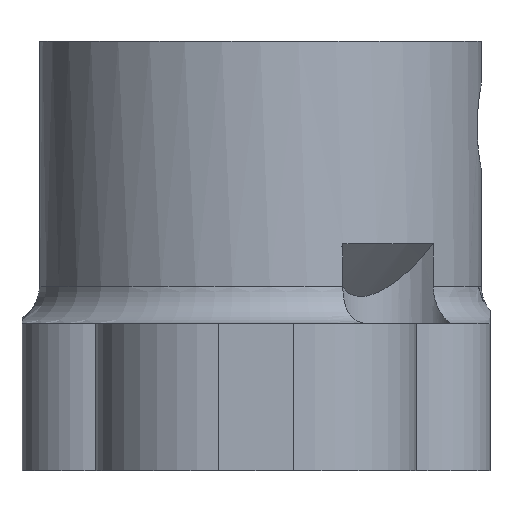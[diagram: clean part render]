
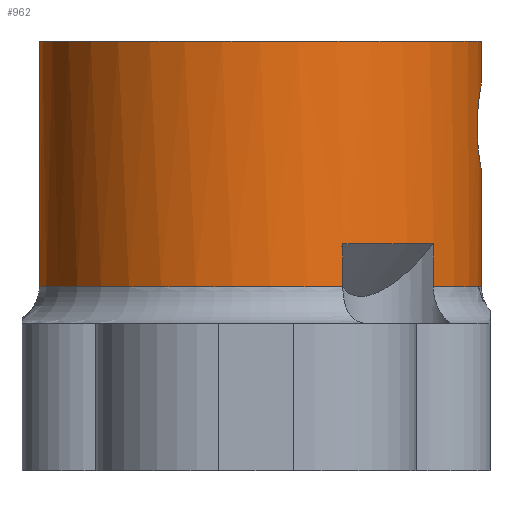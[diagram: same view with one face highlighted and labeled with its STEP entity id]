
A CAD part, front view. The second image highlights one B-rep face of the part: STEP entity #962.
In plain terms, the highlighted cylindrical face has radius 9 mm (diameter 18 mm), a full revolution.
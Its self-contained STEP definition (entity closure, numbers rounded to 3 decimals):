
#38=CYLINDRICAL_SURFACE('',#1060,9.);
#52=B_SPLINE_CURVE_WITH_KNOTS('',3,(#1951,#1952,#1953,#1954,#1955,#1956,
#1957,#1958,#1959,#1960,#1961,#1962,#1963,#1964),.UNSPECIFIED.,.F.,.F.,
(4,2,2,2,2,2,4),(0.477,0.505,0.582,
0.65,0.723,0.764,0.786),
 .UNSPECIFIED.);
#53=B_SPLINE_CURVE_WITH_KNOTS('',3,(#1966,#1967,#1968,#1969,#1970,#1971,
#1972,#1973,#1974,#1975,#1976,#1977,#1978,#1979,#1980,#1981,#1982,#1983,
#1984,#1985,#1986,#1987,#1988,#1989,#1990,#1991,#1992),.UNSPECIFIED.,.F.,
 .F.,(4,2,2,2,2,2,2,2,2,3,2,2,4),(0.786,0.824,0.875,
0.918,0.955,0.974,0.996,
1.048,1.079,1.112,1.147,1.209,
1.213),.UNSPECIFIED.);
#54=B_SPLINE_CURVE_WITH_KNOTS('',3,(#1993,#1994,#1995,#1996,#1997,#1998,
#1999,#2000,#2001,#2002,#2003,#2004),.UNSPECIFIED.,.F.,.F.,(4,2,2,2,2,4),
(1.213,1.277,1.377,1.468,1.57,
1.588),.UNSPECIFIED.);
#76=CIRCLE('',#1007,9.);
#99=CIRCLE('',#1061,9.);
#100=CIRCLE('',#1062,9.);
#101=CIRCLE('',#1063,9.);
#102=CIRCLE('',#1064,9.);
#103=CIRCLE('',#1065,9.);
#149=FACE_OUTER_BOUND('',#207,.T.);
#207=EDGE_LOOP('',(#844,#845,#846,#847,#848,#849,#850,#851,#852,#853,#854,
#855,#856,#857,#858,#859,#860));
#255=LINE('',#1486,#337);
#256=LINE('',#1502,#338);
#289=LINE('',#1619,#371);
#290=LINE('',#1645,#372);
#293=LINE('',#2008,#375);
#294=LINE('',#2010,#376);
#337=VECTOR('',#1172,10.);
#338=VECTOR('',#1175,1000.);
#371=VECTOR('',#1298,1000.);
#372=VECTOR('',#1299,1000.);
#375=VECTOR('',#1310,9.);
#376=VECTOR('',#1311,9.);
#423=VERTEX_POINT('',#1460);
#424=VERTEX_POINT('',#1461);
#427=VERTEX_POINT('',#1469);
#430=VERTEX_POINT('',#1489);
#456=VERTEX_POINT('',#1605);
#457=VERTEX_POINT('',#1618);
#458=VERTEX_POINT('',#1620);
#459=VERTEX_POINT('',#1644);
#464=VERTEX_POINT('',#1945);
#465=VERTEX_POINT('',#1950);
#466=VERTEX_POINT('',#1965);
#467=VERTEX_POINT('',#2006);
#468=VERTEX_POINT('',#2009);
#523=EDGE_CURVE('',#423,#424,#76,.T.);
#529=EDGE_CURVE('',#427,#423,#255,.T.);
#531=EDGE_CURVE('',#430,#424,#256,.F.);
#584=EDGE_CURVE('',#456,#457,#289,.F.);
#586=EDGE_CURVE('',#458,#459,#290,.T.);
#596=EDGE_CURVE('',#464,#465,#52,.T.);
#597=EDGE_CURVE('',#465,#466,#53,.T.);
#598=EDGE_CURVE('',#466,#464,#54,.T.);
#599=EDGE_CURVE('',#467,#467,#99,.T.);
#600=EDGE_CURVE('',#467,#465,#293,.T.);
#601=EDGE_CURVE('',#466,#468,#294,.T.);
#602=EDGE_CURVE('',#468,#427,#100,.F.);
#603=EDGE_CURVE('',#430,#459,#101,.F.);
#604=EDGE_CURVE('',#458,#457,#102,.T.);
#605=EDGE_CURVE('',#456,#468,#103,.F.);
#844=ORIENTED_EDGE('',*,*,#599,.T.);
#845=ORIENTED_EDGE('',*,*,#600,.T.);
#846=ORIENTED_EDGE('',*,*,#596,.F.);
#847=ORIENTED_EDGE('',*,*,#598,.F.);
#848=ORIENTED_EDGE('',*,*,#601,.T.);
#849=ORIENTED_EDGE('',*,*,#602,.T.);
#850=ORIENTED_EDGE('',*,*,#529,.T.);
#851=ORIENTED_EDGE('',*,*,#523,.T.);
#852=ORIENTED_EDGE('',*,*,#531,.F.);
#853=ORIENTED_EDGE('',*,*,#603,.T.);
#854=ORIENTED_EDGE('',*,*,#586,.F.);
#855=ORIENTED_EDGE('',*,*,#604,.T.);
#856=ORIENTED_EDGE('',*,*,#584,.F.);
#857=ORIENTED_EDGE('',*,*,#605,.T.);
#858=ORIENTED_EDGE('',*,*,#601,.F.);
#859=ORIENTED_EDGE('',*,*,#597,.F.);
#860=ORIENTED_EDGE('',*,*,#600,.F.);
#962=ADVANCED_FACE('',(#149),#38,.T.);
#1007=AXIS2_PLACEMENT_3D('',#1462,#1161,#1162);
#1060=AXIS2_PLACEMENT_3D('',#2005,#1306,#1307);
#1061=AXIS2_PLACEMENT_3D('',#2007,#1308,#1309);
#1062=AXIS2_PLACEMENT_3D('',#2011,#1312,#1313);
#1063=AXIS2_PLACEMENT_3D('',#2012,#1314,#1315);
#1064=AXIS2_PLACEMENT_3D('',#2013,#1316,#1317);
#1065=AXIS2_PLACEMENT_3D('',#2014,#1318,#1319);
#1161=DIRECTION('center_axis',(0.,0.,
1.));
#1162=DIRECTION('ref_axis',(-1.,0.,0.));
#1172=DIRECTION('',(0.,0.,1.));
#1175=DIRECTION('',(0.,0.,-1.));
#1298=DIRECTION('',(0.,0.,-1.));
#1299=DIRECTION('',(0.,0.,-1.));
#1306=DIRECTION('center_axis',(0.,0.,1.));
#1307=DIRECTION('ref_axis',(-1.,0.,0.));
#1308=DIRECTION('center_axis',(0.,0.,-1.));
#1309=DIRECTION('ref_axis',(-1.,0.,0.));
#1310=DIRECTION('',(0.,0.,-1.));
#1311=DIRECTION('',(0.,0.,-1.));
#1312=DIRECTION('center_axis',(0.,0.,-1.));
#1313=DIRECTION('ref_axis',(-1.,0.,0.));
#1314=DIRECTION('center_axis',(0.,0.,-1.));
#1315=DIRECTION('ref_axis',(-1.,0.,0.));
#1316=DIRECTION('center_axis',(0.,0.,1.));
#1317=DIRECTION('ref_axis',(1.,0.,0.));
#1318=DIRECTION('center_axis',(0.,0.,-1.));
#1319=DIRECTION('ref_axis',(-1.,0.,0.));
#1460=CARTESIAN_POINT('',(7.043,-26.097,-9.5));
#1461=CARTESIAN_POINT('',(3.361,-23.351,-9.5));
#1462=CARTESIAN_POINT('Origin',(0.,-31.7,-9.5));
#1469=CARTESIAN_POINT('',(7.043,-26.097,-11.5));
#1486=CARTESIAN_POINT('',(7.043,-26.097,-13.));
#1489=CARTESIAN_POINT('',(3.361,-23.351,-11.5));
#1502=CARTESIAN_POINT('',(3.361,-23.351,-5.813));
#1605=CARTESIAN_POINT('',(7.043,-37.303,-11.5));
#1618=CARTESIAN_POINT('',(7.043,-37.303,-9.75));
#1619=CARTESIAN_POINT('',(7.043,-37.303,-5.813));
#1620=CARTESIAN_POINT('',(3.361,-40.049,-9.75));
#1644=CARTESIAN_POINT('',(3.361,-40.049,-11.5));
#1645=CARTESIAN_POINT('',(3.361,-40.049,-5.813));
#1945=CARTESIAN_POINT('',(8.829,-29.956,-5.));
#1950=CARTESIAN_POINT('',(9.,-31.7,-3.25));
#1951=CARTESIAN_POINT('Ctrl Pts',(8.829,-29.956,-5.));
#1952=CARTESIAN_POINT('Ctrl Pts',(8.829,-29.956,-4.938));
#1953=CARTESIAN_POINT('Ctrl Pts',(8.83,-29.96,-4.873));
#1954=CARTESIAN_POINT('Ctrl Pts',(8.836,-29.99,-4.614));
#1955=CARTESIAN_POINT('Ctrl Pts',(8.848,-30.05,-4.378));
#1956=CARTESIAN_POINT('Ctrl Pts',(8.888,-30.279,-3.955));
#1957=CARTESIAN_POINT('Ctrl Pts',(8.91,-30.42,-3.788));
#1958=CARTESIAN_POINT('Ctrl Pts',(8.952,-30.757,-3.509));
#1959=CARTESIAN_POINT('Ctrl Pts',(8.971,-30.955,-3.404));
#1960=CARTESIAN_POINT('Ctrl Pts',(8.991,-31.271,-3.301));
#1961=CARTESIAN_POINT('Ctrl Pts',(8.995,-31.385,-3.276));
#1962=CARTESIAN_POINT('Ctrl Pts',(8.999,-31.556,-3.255));
#1963=CARTESIAN_POINT('Ctrl Pts',(9.,-31.624,-3.25));
#1964=CARTESIAN_POINT('Ctrl Pts',(9.,-31.7,-3.25));
#1965=CARTESIAN_POINT('',(9.,-31.7,-6.751));
#1966=CARTESIAN_POINT('Ctrl Pts',(9.,-31.7,-3.25));
#1967=CARTESIAN_POINT('Ctrl Pts',(9.,-31.833,-3.249));
#1968=CARTESIAN_POINT('Ctrl Pts',(8.997,-31.988,-3.264));
#1969=CARTESIAN_POINT('Ctrl Pts',(8.978,-32.368,-3.366));
#1970=CARTESIAN_POINT('Ctrl Pts',(8.96,-32.565,-3.465));
#1971=CARTESIAN_POINT('Ctrl Pts',(8.924,-32.875,-3.69));
#1972=CARTESIAN_POINT('Ctrl Pts',(8.9,-33.045,-3.847));
#1973=CARTESIAN_POINT('Ctrl Pts',(8.857,-33.304,-4.273));
#1974=CARTESIAN_POINT('Ctrl Pts',(8.841,-33.384,-4.496));
#1975=CARTESIAN_POINT('Ctrl Pts',(8.83,-33.439,-4.819));
#1976=CARTESIAN_POINT('Ctrl Pts',(8.829,-33.445,-4.924));
#1977=CARTESIAN_POINT('Ctrl Pts',(8.83,-33.441,-5.144));
#1978=CARTESIAN_POINT('Ctrl Pts',(8.833,-33.427,-5.258));
#1979=CARTESIAN_POINT('Ctrl Pts',(8.848,-33.349,-5.626));
#1980=CARTESIAN_POINT('Ctrl Pts',(8.866,-33.252,-5.818));
#1981=CARTESIAN_POINT('Ctrl Pts',(8.892,-33.09,-6.062));
#1982=CARTESIAN_POINT('Ctrl Pts',(8.903,-33.021,-6.148));
#1983=CARTESIAN_POINT('Ctrl Pts',(8.923,-32.875,-6.3));
#1984=CARTESIAN_POINT('Ctrl Pts',(8.934,-32.794,-6.368));
#1985=CARTESIAN_POINT('Ctrl Pts',(8.944,-32.706,-6.429));
#1986=CARTESIAN_POINT('Ctrl Pts',(8.954,-32.61,-6.496));
#1987=CARTESIAN_POINT('Ctrl Pts',(8.964,-32.509,-6.552));
#1988=CARTESIAN_POINT('Ctrl Pts',(8.986,-32.231,-6.676));
#1989=CARTESIAN_POINT('Ctrl Pts',(8.998,-32.005,-6.743));
#1990=CARTESIAN_POINT('Ctrl Pts',(9.,-31.733,-6.751));
#1991=CARTESIAN_POINT('Ctrl Pts',(9.,-31.716,-6.751));
#1992=CARTESIAN_POINT('Ctrl Pts',(9.,-31.7,-6.751));
#1993=CARTESIAN_POINT('Ctrl Pts',(9.,-31.7,-6.751));
#1994=CARTESIAN_POINT('Ctrl Pts',(9.,-31.446,-6.751));
#1995=CARTESIAN_POINT('Ctrl Pts',(8.99,-31.251,-6.696));
#1996=CARTESIAN_POINT('Ctrl Pts',(8.968,-30.918,-6.577));
#1997=CARTESIAN_POINT('Ctrl Pts',(8.947,-30.706,-6.461));
#1998=CARTESIAN_POINT('Ctrl Pts',(8.901,-30.356,-6.143));
#1999=CARTESIAN_POINT('Ctrl Pts',(8.879,-30.229,-5.965));
#2000=CARTESIAN_POINT('Ctrl Pts',(8.845,-30.034,-5.56));
#2001=CARTESIAN_POINT('Ctrl Pts',(8.833,-29.976,-5.329));
#2002=CARTESIAN_POINT('Ctrl Pts',(8.83,-29.958,-5.079));
#2003=CARTESIAN_POINT('Ctrl Pts',(8.829,-29.956,-5.04));
#2004=CARTESIAN_POINT('Ctrl Pts',(8.829,-29.956,-5.));
#2005=CARTESIAN_POINT('Origin',(0.,-31.7,-7.));
#2006=CARTESIAN_POINT('',(9.,-31.7,-1.5));
#2007=CARTESIAN_POINT('Origin',(0.,-31.7,-1.5));
#2008=CARTESIAN_POINT('',(9.,-31.7,-7.));
#2009=CARTESIAN_POINT('',(9.,-31.7,-11.5));
#2010=CARTESIAN_POINT('',(9.,-31.7,-7.));
#2011=CARTESIAN_POINT('Origin',(0.,-31.7,-11.5));
#2012=CARTESIAN_POINT('Origin',(0.,-31.7,-11.5));
#2013=CARTESIAN_POINT('Origin',(0.,-31.7,-9.75));
#2014=CARTESIAN_POINT('Origin',(0.,-31.7,-11.5));
